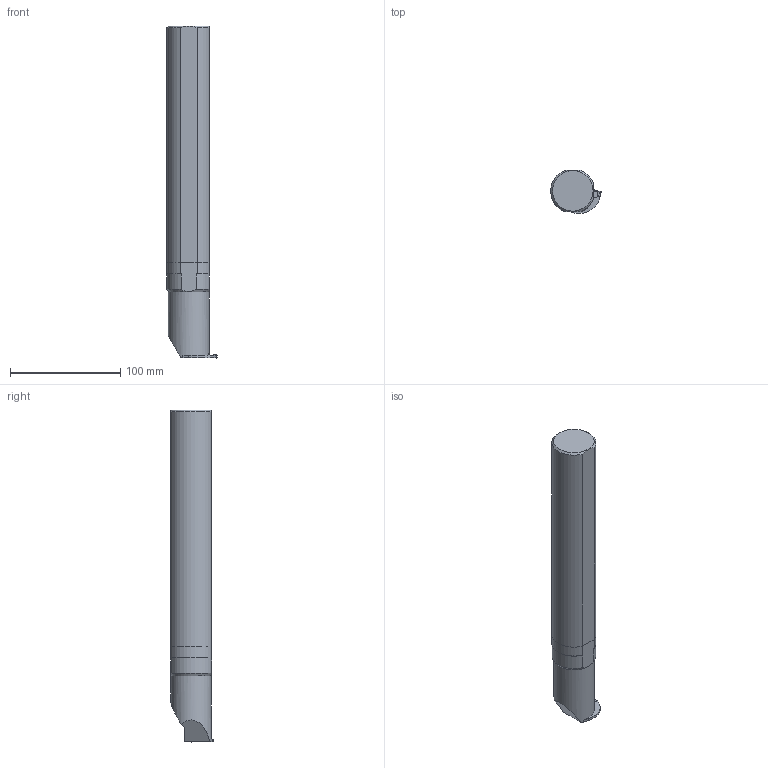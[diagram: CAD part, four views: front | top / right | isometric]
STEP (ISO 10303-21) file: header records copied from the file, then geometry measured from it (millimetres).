
FILE_DESCRIPTION(/* description */ (''),/* implementation_level */ '2;1');
FILE_NAME(/* name */ 'A40T-CGGL03.stp',/* time_stamp */ '2018-03-29T15:44:54+05:00',/* author */ (''),/* organization */ (''),/* preprocessor_version */ 'ST-DEVELOPER v16',/* originating_system */ 'SIEMENS PLM Software NX 11.0',/* authorisation */ '');
FILE_SCHEMA (('AUTOMOTIVE_DESIGN { 1 0 10303 214 3 1 1 1 }'));
Length unit declared in the file: millimetre
Products named in the file (1): inpu6439g2c8
Bounding box: 45.89 x 38.49 x 301 mm (x, y, z)
Volume: 344243.9 mm3; surface area: 41398 mm2
Topology: 3 solids, 3 shells, 74 faces, 201 edges, 133 vertices
Faces by surface type: plane 54, cylinder 18, cone 2
Full cylindrical faces by diameter (mm): 36.8 x1
Entity records: 2380 total; most frequent: CARTESIAN_POINT 433, DIRECTION 396, ORIENTED_EDGE 390, EDGE_CURVE 195, LINE 138, VECTOR 138, VERTEX_POINT 130, AXIS2_PLACEMENT_3D 129
